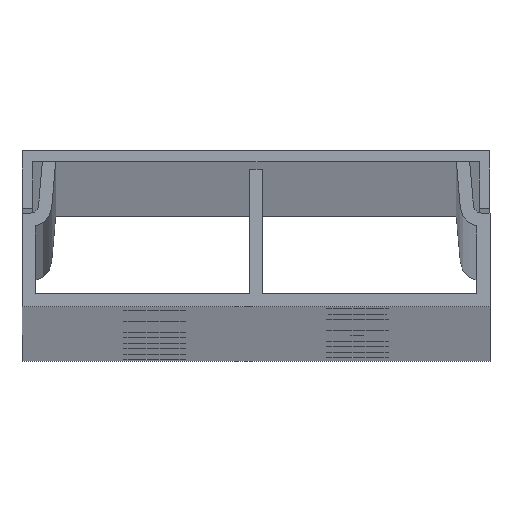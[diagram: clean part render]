
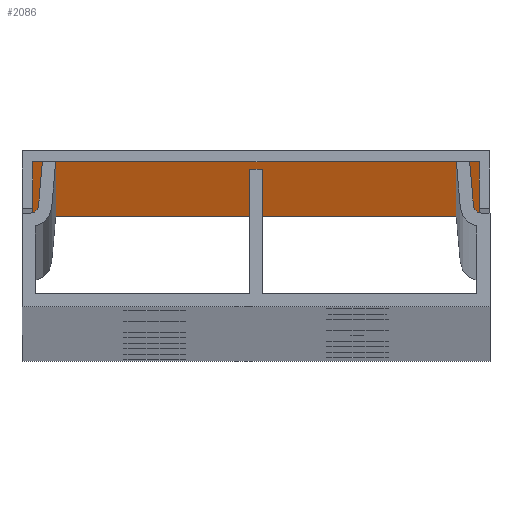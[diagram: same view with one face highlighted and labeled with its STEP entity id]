
A CAD part, top view. The second image highlights one B-rep face of the part: STEP entity #2086.
In plain terms, the highlighted planar face has unit normal (0, -1, 0).
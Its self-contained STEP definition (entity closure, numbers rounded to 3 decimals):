
#117 = EDGE_CURVE ( 'NONE', #2105, #2379, #1229, .T. ) ;
#164 = EDGE_LOOP ( 'NONE', ( #1855, #1911, #763, #2373 ) ) ;
#184 = LINE ( 'NONE', #1203, #200 ) ;
#200 = VECTOR ( 'NONE', #1809, 1000. ) ;
#313 = DIRECTION ( 'NONE',  ( 1., 0., 0. ) ) ;
#343 = DIRECTION ( 'NONE',  ( 0., 0., -1. ) ) ;
#355 = DIRECTION ( 'NONE',  ( 0., 0., 1. ) ) ;
#710 = VERTEX_POINT ( 'NONE', #1695 ) ;
#763 = ORIENTED_EDGE ( 'NONE', *, *, #2224, .F. ) ;
#819 = DIRECTION ( 'NONE',  ( 0., -1., 0. ) ) ;
#823 = CARTESIAN_POINT ( 'NONE',  ( -14.3, 9.3, 1000. ) ) ;
#945 = VERTEX_POINT ( 'NONE', #823 ) ;
#988 = CARTESIAN_POINT ( 'NONE',  ( -14.3, 9.3, -1000. ) ) ;
#1010 = VECTOR ( 'NONE', #313, 1000. ) ;
#1039 = FACE_OUTER_BOUND ( 'NONE', #164, .T. ) ;
#1203 = CARTESIAN_POINT ( 'NONE',  ( 14.3, 9.3, -1000. ) ) ;
#1229 = LINE ( 'NONE', #2434, #2458 ) ;
#1363 = CARTESIAN_POINT ( 'NONE',  ( -14.3, 9.3, -1000. ) ) ;
#1520 = EDGE_CURVE ( 'NONE', #2379, #710, #184, .T. ) ;
#1695 = CARTESIAN_POINT ( 'NONE',  ( 14.3, 9.3, 1000. ) ) ;
#1719 = CARTESIAN_POINT ( 'NONE',  ( 14., 9.3, 1000. ) ) ;
#1809 = DIRECTION ( 'NONE',  ( 0., 0., 1. ) ) ;
#1847 = DIRECTION ( 'NONE',  ( 1., 0., 0. ) ) ;
#1855 = ORIENTED_EDGE ( 'NONE', *, *, #117, .T. ) ;
#1886 = LINE ( 'NONE', #1719, #1010 ) ;
#1903 = EDGE_CURVE ( 'NONE', #2105, #945, #2433, .T. ) ;
#1911 = ORIENTED_EDGE ( 'NONE', *, *, #1520, .T. ) ;
#1946 = CARTESIAN_POINT ( 'NONE',  ( 14.3, 9.3, -1000. ) ) ;
#1968 = AXIS2_PLACEMENT_3D ( 'NONE', #2059, #819, #343 ) ;
#2059 = CARTESIAN_POINT ( 'NONE',  ( 14., 9.3, -1000. ) ) ;
#2086 = ADVANCED_FACE ( 'NONE', ( #1039 ), #2214, .T. ) ;
#2105 = VERTEX_POINT ( 'NONE', #988 ) ;
#2214 = PLANE ( 'NONE',  #1968 ) ;
#2224 = EDGE_CURVE ( 'NONE', #945, #710, #1886, .T. ) ;
#2298 = VECTOR ( 'NONE', #355, 1000. ) ;
#2373 = ORIENTED_EDGE ( 'NONE', *, *, #1903, .F. ) ;
#2379 = VERTEX_POINT ( 'NONE', #1946 ) ;
#2433 = LINE ( 'NONE', #1363, #2298 ) ;
#2434 = CARTESIAN_POINT ( 'NONE',  ( 14., 9.3, -1000. ) ) ;
#2458 = VECTOR ( 'NONE', #1847, 1000. ) ;
